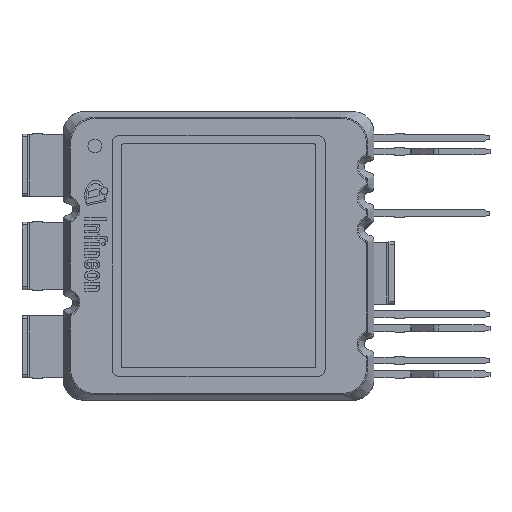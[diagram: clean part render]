
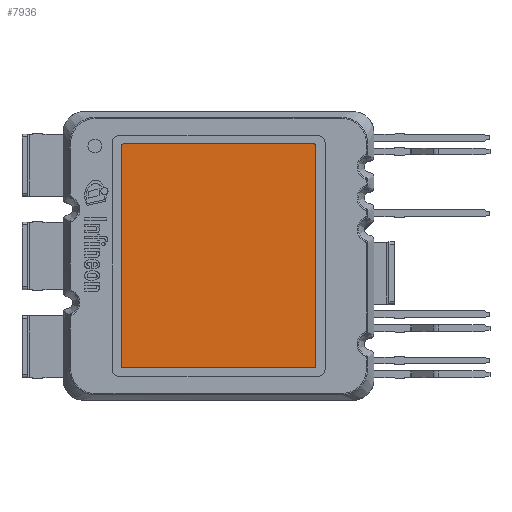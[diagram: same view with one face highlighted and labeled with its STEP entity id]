
A CAD part, top view. The second image highlights one B-rep face of the part: STEP entity #7936.
In plain terms, the highlighted planar face has unit normal (0, 0, 1).
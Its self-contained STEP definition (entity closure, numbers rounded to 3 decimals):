
#522=CIRCLE('',#8557,0.25);
#524=CIRCLE('',#8561,0.25);
#526=CIRCLE('',#8565,0.25);
#528=CIRCLE('',#8569,0.25);
#951=FACE_OUTER_BOUND('',#1396,.T.);
#1396=EDGE_LOOP('',(#7069,#7070,#7071,#7072,#7073,#7074,#7075,#7076));
#2226=LINE('',#18217,#3044);
#2230=LINE('',#18229,#3048);
#2234=LINE('',#18241,#3052);
#2237=LINE('',#18250,#3055);
#3044=VECTOR('',#10526,1000.);
#3048=VECTOR('',#10538,1000.);
#3052=VECTOR('',#10550,1000.);
#3055=VECTOR('',#10561,1000.);
#3781=VERTEX_POINT('',#18207);
#3782=VERTEX_POINT('',#18209);
#3784=VERTEX_POINT('',#18215);
#3786=VERTEX_POINT('',#18221);
#3788=VERTEX_POINT('',#18227);
#3790=VERTEX_POINT('',#18233);
#3792=VERTEX_POINT('',#18239);
#3794=VERTEX_POINT('',#18245);
#4890=EDGE_CURVE('',#3782,#3781,#522,.T.);
#4894=EDGE_CURVE('',#3781,#3784,#2226,.T.);
#4897=EDGE_CURVE('',#3784,#3786,#524,.T.);
#4900=EDGE_CURVE('',#3786,#3788,#2230,.T.);
#4903=EDGE_CURVE('',#3788,#3790,#526,.T.);
#4906=EDGE_CURVE('',#3790,#3792,#2234,.T.);
#4909=EDGE_CURVE('',#3792,#3794,#528,.T.);
#4911=EDGE_CURVE('',#3794,#3782,#2237,.T.);
#7069=ORIENTED_EDGE('',*,*,#4890,.T.);
#7070=ORIENTED_EDGE('',*,*,#4894,.T.);
#7071=ORIENTED_EDGE('',*,*,#4897,.T.);
#7072=ORIENTED_EDGE('',*,*,#4900,.T.);
#7073=ORIENTED_EDGE('',*,*,#4903,.T.);
#7074=ORIENTED_EDGE('',*,*,#4906,.T.);
#7075=ORIENTED_EDGE('',*,*,#4909,.T.);
#7076=ORIENTED_EDGE('',*,*,#4911,.T.);
#7525=PLANE('',#8571);
#7936=ADVANCED_FACE('',(#951),#7525,.F.);
#8557=AXIS2_PLACEMENT_3D('',#18210,#10519,#10520);
#8561=AXIS2_PLACEMENT_3D('',#18223,#10532,#10533);
#8565=AXIS2_PLACEMENT_3D('',#18235,#10544,#10545);
#8569=AXIS2_PLACEMENT_3D('',#18247,#10556,#10557);
#8571=AXIS2_PLACEMENT_3D('',#18251,#10562,#10563);
#10519=DIRECTION('center_axis',(0.,0.,1.));
#10520=DIRECTION('ref_axis',(0.,1.,0.));
#10526=DIRECTION('',(0.,1.,0.));
#10532=DIRECTION('center_axis',(0.,0.,1.));
#10533=DIRECTION('ref_axis',(0.,-1.,0.));
#10538=DIRECTION('',(-1.,0.,0.));
#10544=DIRECTION('center_axis',(0.,0.,1.));
#10545=DIRECTION('ref_axis',(0.,-1.,0.));
#10550=DIRECTION('',(0.,-1.,0.));
#10556=DIRECTION('center_axis',(0.,0.,1.));
#10557=DIRECTION('ref_axis',(0.,-1.,0.));
#10561=DIRECTION('',(1.,0.,0.));
#10562=DIRECTION('center_axis',(0.,0.,-1.));
#10563=DIRECTION('ref_axis',(0.,1.,0.));
#18207=CARTESIAN_POINT('',(14.1,-16.05,4.7));
#18209=CARTESIAN_POINT('',(13.85,-16.3,4.7));
#18210=CARTESIAN_POINT('Origin',(13.85,-16.05,4.7));
#18215=CARTESIAN_POINT('',(14.1,16.05,4.7));
#18217=CARTESIAN_POINT('',(14.1,16.05,4.7));
#18221=CARTESIAN_POINT('',(13.85,16.3,4.7));
#18223=CARTESIAN_POINT('Origin',(13.85,16.05,4.7));
#18227=CARTESIAN_POINT('',(-13.85,16.3,4.7));
#18229=CARTESIAN_POINT('',(13.85,16.3,4.7));
#18233=CARTESIAN_POINT('',(-14.1,16.05,4.7));
#18235=CARTESIAN_POINT('Origin',(-13.85,16.05,4.7));
#18239=CARTESIAN_POINT('',(-14.1,-16.05,4.7));
#18241=CARTESIAN_POINT('',(-14.1,16.05,4.7));
#18245=CARTESIAN_POINT('',(-13.85,-16.3,4.7));
#18247=CARTESIAN_POINT('Origin',(-13.85,-16.05,4.7));
#18250=CARTESIAN_POINT('',(13.85,-16.3,4.7));
#18251=CARTESIAN_POINT('Origin',(13.85,-16.05,4.7));
